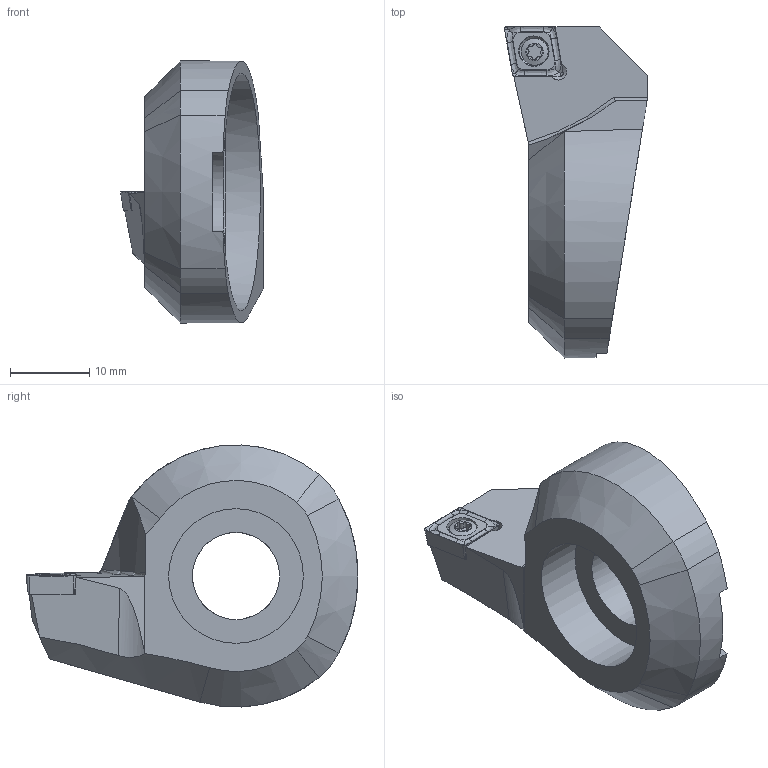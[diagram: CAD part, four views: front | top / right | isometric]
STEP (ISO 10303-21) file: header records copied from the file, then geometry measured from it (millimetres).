
FILE_DESCRIPTION (( 'STEP AP214' ), '1' );
FILE_NAME ('F55.WCA.001.013.STEP', '2020-08-13T13:19:24', ( '' ), ( '' ), 'SwSTEP 2.0', 'SolidWorks 2017', '' );
FILE_SCHEMA (( 'AUTOMOTIVE_DESIGN' ));
Length unit declared in the file: millimetre
Products named in the file (4): WCA-ER2.001.005_A; F55-WCA.001.013_D_fertigbearbeitet; CCMT060204; F55.WCA.001.013
Assembly tree (3 placements, depth 2):
  F55.WCA.001.013
    F55-WCA.001.013_D_fertigbearbeitet
    CCMT060204
    WCA-ER2.001.005_A
Bounding box: 18.05 x 41.9 x 33.07 mm (x, y, z)
Volume: 7725.2 mm3; surface area: 3934.2 mm2
Topology: 3 solids, 3 shells, 112 faces, 284 edges, 177 vertices
Faces by surface type: plane 39, cylinder 30, cone 25, bspline 12, torus 5, sphere 1
Full cylindrical faces by diameter (mm): 2.05 x1, 2.1 x1, 2.5 x1, 2.8 x1, 3.4 x1, 3.85 x1, 11 x1, 17 x1
Entity records: 3670 total; most frequent: CARTESIAN_POINT 1088, ORIENTED_EDGE 518, DIRECTION 461, EDGE_CURVE 259, AXIS2_PLACEMENT_3D 175, VERTEX_POINT 171, EDGE_LOOP 134, FACE_OUTER_BOUND 124
